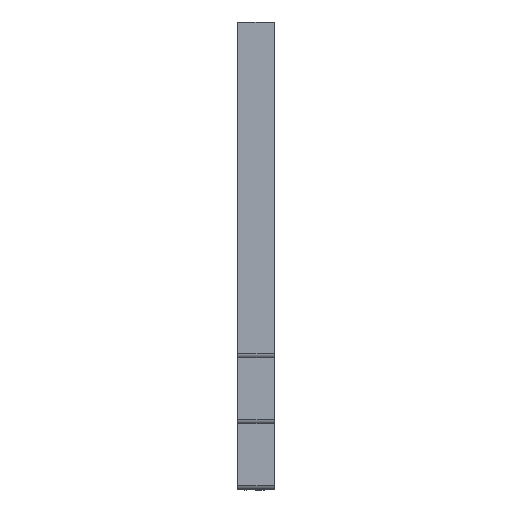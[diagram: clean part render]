
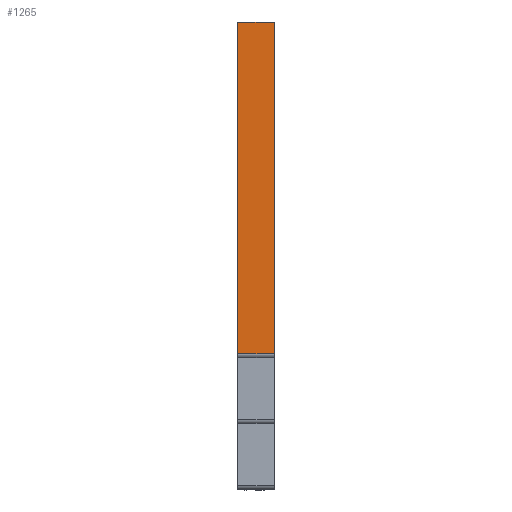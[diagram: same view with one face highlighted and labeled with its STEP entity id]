
A CAD part, top view. The second image highlights one B-rep face of the part: STEP entity #1265.
In plain terms, the highlighted face is planar.
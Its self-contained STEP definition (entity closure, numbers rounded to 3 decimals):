
#213=CARTESIAN_POINT('',(0.,34.5,4.5));
#214=VERTEX_POINT('',#213);
#222=CARTESIAN_POINT('',(0.0,-46.5,4.5));
#223=VERTEX_POINT('',#222);
#224=CARTESIAN_POINT('',(0.,-46.5,4.5));
#225=DIRECTION('',(0.0,1.0,0.0));
#226=VECTOR('',#225,81.0);
#227=LINE('',#224,#226);
#228=EDGE_CURVE('',#223,#214,#227,.T.);
#1105=CARTESIAN_POINT('',(0.0,-46.5,-4.5));
#1106=VERTEX_POINT('',#1105);
#1113=CARTESIAN_POINT('',(0.,34.5,-4.5));
#1114=VERTEX_POINT('',#1113);
#1115=CARTESIAN_POINT('',(0.,34.5,-4.5));
#1116=DIRECTION('',(0.0,-1.0,0.0));
#1117=VECTOR('',#1116,81.0);
#1118=LINE('',#1115,#1117);
#1119=EDGE_CURVE('',#1114,#1106,#1118,.T.);
#1240=CARTESIAN_POINT('',(0.,34.5,-4.5));
#1241=DIRECTION('',(0.0,0.0,1.0));
#1242=VECTOR('',#1241,9.0);
#1243=LINE('',#1240,#1242);
#1244=EDGE_CURVE('',#1114,#214,#1243,.T.);
#1249=CARTESIAN_POINT('',(0.,0.0,0.0));
#1250=DIRECTION('',(-1.0,0.0,0.0));
#1251=DIRECTION('',(0.0,0.0,1.0));
#1252=AXIS2_PLACEMENT_3D('',#1249,#1250,#1251);
#1253=PLANE('',#1252);
#1254=ORIENTED_EDGE('',*,*,#1244,.F.);
#1255=ORIENTED_EDGE('',*,*,#1119,.T.);
#1256=CARTESIAN_POINT('',(0.0,-46.5,-4.5));
#1257=DIRECTION('',(0.0,0.0,1.0));
#1258=VECTOR('',#1257,9.0);
#1259=LINE('',#1256,#1258);
#1260=EDGE_CURVE('',#1106,#223,#1259,.T.);
#1261=ORIENTED_EDGE('',*,*,#1260,.T.);
#1262=ORIENTED_EDGE('',*,*,#228,.T.);
#1263=EDGE_LOOP('',(#1254,#1255,#1261,#1262));
#1264=FACE_OUTER_BOUND('',#1263,.T.);
#1265=ADVANCED_FACE('',(#1264),#1253,.T.);
